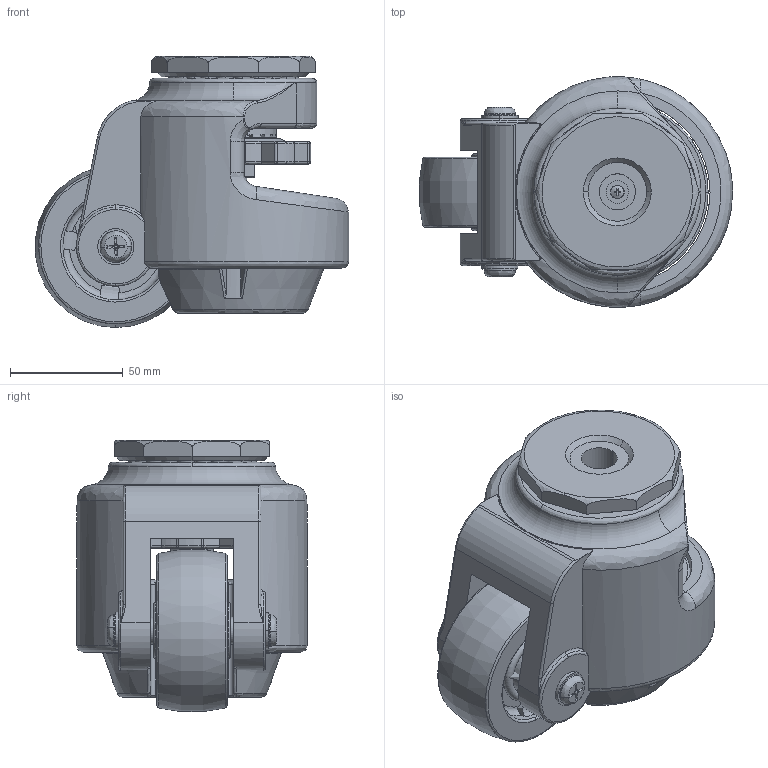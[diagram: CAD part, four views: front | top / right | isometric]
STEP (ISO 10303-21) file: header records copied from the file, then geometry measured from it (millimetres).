
FILE_DESCRIPTION (( 'STEP AP214' ), '1' );
FILE_NAME ('0016573.step', '2020-08-10T10:47:47', ( '' ), ( '' ), 'SwSTEP 2.0', 'SolidWorks 2018', '' );
FILE_SCHEMA (( 'AUTOMOTIVE_DESIGN' ));
Length unit declared in the file: millimetre
Products named in the file (1): 0016573
Bounding box: 138.6 x 102 x 119.99 mm (x, y, z)
Surface area: 140816.8 mm2 (no closed solid volume)
Topology: 0 solids, 39 shells, 832 faces, 2076 edges, 1176 vertices
Faces by surface type: cylinder 257, bspline 256, plane 240, torus 48, cone 31
Full cylindrical faces by diameter (mm): 25 x1, 47 x1
Entity records: 41649 total; most frequent: CARTESIAN_POINT 21904, ORIENTED_EDGE 3796, DIRECTION 3514, EDGE_CURVE 1899, AXIS2_PLACEMENT_3D 1405, VERTEX_POINT 1173, EDGE_LOOP 875, ADVANCED_FACE 832
